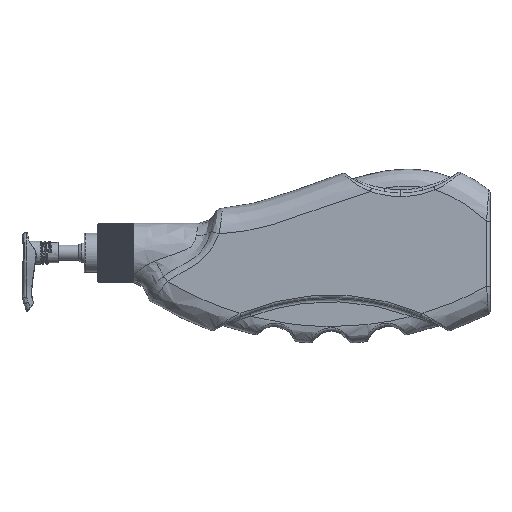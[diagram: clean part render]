
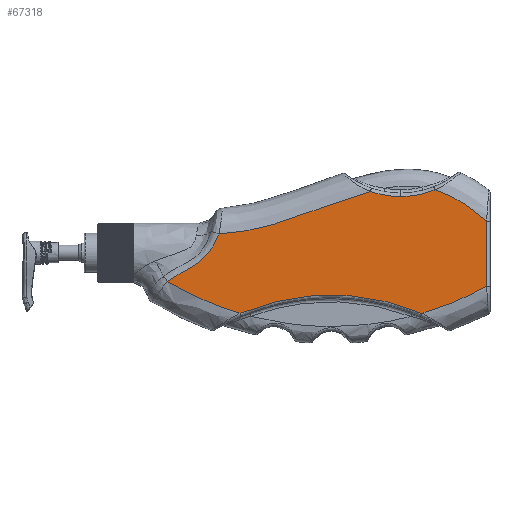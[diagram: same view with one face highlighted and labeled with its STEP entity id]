
A CAD part, left-side view. The second image highlights one B-rep face of the part: STEP entity #67318.
In plain terms, the highlighted free-form (B-spline) face has degree [1, 1] with [2, 2] control points.
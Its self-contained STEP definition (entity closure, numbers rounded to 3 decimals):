
#65448 = VERTEX_POINT('',#65449);
#65449 = CARTESIAN_POINT('',(-80.566,-121.604,
    218.201));
#65455 = EDGE_CURVE('',#65456,#65448,#65458,.T.);
#65456 = VERTEX_POINT('',#65457);
#65457 = CARTESIAN_POINT('',(-80.566,-143.287,
    222.354));
#65458 = ( BOUNDED_CURVE() B_SPLINE_CURVE(2,(#65459,#65460,#65461),
.UNSPECIFIED.,.F.,.F.) B_SPLINE_CURVE_WITH_KNOTS((3,3),(5.905,
6.283),.PIECEWISE_BEZIER_KNOTS.) CURVE() 
GEOMETRIC_REPRESENTATION_ITEM() RATIONAL_B_SPLINE_CURVE((1.,
0.982,1.)) REPRESENTATION_ITEM('') );
#65459 = CARTESIAN_POINT('',(-80.566,-143.287,
    222.354));
#65460 = CARTESIAN_POINT('',(-80.566,-132.843,
    218.201));
#65461 = CARTESIAN_POINT('',(-80.566,-121.604,
    218.201));
#67318 = ADVANCED_FACE('',(#67319),#67426,.F.);
#67319 = FACE_BOUND('',#67320,.T.);
#67320 = EDGE_LOOP('',(#67321,#67344,#67371,#67379,#67387,#67395,#67402,
    #67419,#67420));
#67321 = ORIENTED_EDGE('',*,*,#67322,.T.);
#67322 = EDGE_CURVE('',#67323,#67325,#67327,.T.);
#67323 = VERTEX_POINT('',#67324);
#67324 = CARTESIAN_POINT('',(-80.566,-102.466,
    221.409));
#67325 = VERTEX_POINT('',#67326);
#67326 = CARTESIAN_POINT('',(-80.566,-6.97,
    194.63));
#67327 = B_SPLINE_CURVE_WITH_KNOTS('',3,(#67328,#67329,#67330,#67331,
    #67332,#67333,#67334,#67335,#67336,#67337,#67338,#67339,#67340,
    #67341,#67342,#67343),.UNSPECIFIED.,.F.,.F.,(4,2,2,2,2,2,2,4),(
    0.077,0.089,0.101,0.113,
    0.125,0.149,0.16,0.172),
  .UNSPECIFIED.);
#67328 = CARTESIAN_POINT('',(-80.566,-102.466,
    221.409));
#67329 = CARTESIAN_POINT('',(-80.566,-98.447,
    220.353));
#67330 = CARTESIAN_POINT('',(-80.566,-94.478,
    219.122));
#67331 = CARTESIAN_POINT('',(-80.566,-86.596,
    216.474));
#67332 = CARTESIAN_POINT('',(-80.566,-82.683,
    215.056));
#67333 = CARTESIAN_POINT('',(-80.566,-74.872,
    212.162));
#67334 = CARTESIAN_POINT('',(-80.566,-70.976,
    210.685));
#67335 = CARTESIAN_POINT('',(-80.566,-63.167,
    207.786));
#67336 = CARTESIAN_POINT('',(-80.566,-59.253,
    206.365));
#67337 = CARTESIAN_POINT('',(-80.566,-47.468,
    202.323));
#67338 = CARTESIAN_POINT('',(-80.566,-39.551,
    199.913));
#67339 = CARTESIAN_POINT('',(-80.566,-27.494,
    197.162));
#67340 = CARTESIAN_POINT('',(-80.566,-23.445,
    196.389));
#67341 = CARTESIAN_POINT('',(-80.566,-15.27,
    195.212));
#67342 = CARTESIAN_POINT('',(-80.566,-11.144,
    194.807));
#67343 = CARTESIAN_POINT('',(-80.566,-6.97,
    194.63));
#67344 = ORIENTED_EDGE('',*,*,#67345,.T.);
#67345 = EDGE_CURVE('',#67325,#67346,#67348,.T.);
#67346 = VERTEX_POINT('',#67347);
#67347 = CARTESIAN_POINT('',(-80.566,25.199,
    164.506));
#67348 = B_SPLINE_CURVE_WITH_KNOTS('',3,(#67349,#67350,#67351,#67352,
    #67353,#67354,#67355,#67356,#67357,#67358,#67359,#67360,#67361,
    #67362,#67363,#67364,#67365,#67366,#67367,#67368,#67369,#67370),
  .UNSPECIFIED.,.F.,.F.,(4,2,2,2,2,2,2,2,2,2,4),(0.,
    0.005,0.011,0.012,
    0.013,0.016,0.021,
    0.026,0.032,0.037,
    0.042),.UNSPECIFIED.);
#67349 = CARTESIAN_POINT('',(-80.566,-6.97,
    194.63));
#67350 = CARTESIAN_POINT('',(-80.566,-6.33,
    192.841));
#67351 = CARTESIAN_POINT('',(-80.566,-5.588,
    191.108));
#67352 = CARTESIAN_POINT('',(-80.566,-3.892,
    187.758));
#67353 = CARTESIAN_POINT('',(-80.566,-2.938,
    186.141));
#67354 = CARTESIAN_POINT('',(-80.566,-1.596,
    184.201));
#67355 = CARTESIAN_POINT('',(-80.566,-1.32,
    183.818));
#67356 = CARTESIAN_POINT('',(-80.566,-0.752,
    183.058));
#67357 = CARTESIAN_POINT('',(-80.566,-0.46,
    182.682));
#67358 = CARTESIAN_POINT('',(-80.566,0.436,
    181.575));
#67359 = CARTESIAN_POINT('',(-80.566,1.057,
    180.864));
#67360 = CARTESIAN_POINT('',(-80.566,2.996,
    178.821));
#67361 = CARTESIAN_POINT('',(-80.566,4.388,
    177.576));
#67362 = CARTESIAN_POINT('',(-80.566,7.381,
    175.332));
#67363 = CARTESIAN_POINT('',(-80.566,8.98,
    174.326));
#67364 = CARTESIAN_POINT('',(-80.566,12.274,
    172.444));
#67365 = CARTESIAN_POINT('',(-80.566,13.962,
    171.571));
#67366 = CARTESIAN_POINT('',(-80.566,17.322,
    169.798));
#67367 = CARTESIAN_POINT('',(-80.566,18.992,
    168.895));
#67368 = CARTESIAN_POINT('',(-80.566,22.193,
    166.861));
#67369 = CARTESIAN_POINT('',(-80.566,23.731,
    165.742));
#67370 = CARTESIAN_POINT('',(-80.566,25.199,
    164.506));
#67371 = ORIENTED_EDGE('',*,*,#67372,.T.);
#67372 = EDGE_CURVE('',#67346,#67373,#67375,.T.);
#67373 = VERTEX_POINT('',#67374);
#67374 = CARTESIAN_POINT('',(-80.566,-20.338,
    144.574));
#67375 = ( BOUNDED_CURVE() B_SPLINE_CURVE(2,(#67376,#67377,#67378),
.UNSPECIFIED.,.F.,.F.) B_SPLINE_CURVE_WITH_KNOTS((3,3),(5.747,
5.994),.PIECEWISE_BEZIER_KNOTS.) CURVE() 
GEOMETRIC_REPRESENTATION_ITEM() RATIONAL_B_SPLINE_CURVE((1.,
0.992,1.)) REPRESENTATION_ITEM('') );
#67376 = CARTESIAN_POINT('',(-80.566,25.199,
    164.506));
#67377 = CARTESIAN_POINT('',(-80.566,3.669,
    151.71));
#67378 = CARTESIAN_POINT('',(-80.566,-20.338,
    144.574));
#67379 = ORIENTED_EDGE('',*,*,#67380,.T.);
#67380 = EDGE_CURVE('',#67373,#67381,#67383,.T.);
#67381 = VERTEX_POINT('',#67382);
#67382 = CARTESIAN_POINT('',(-80.566,-135.055,
    144.534));
#67383 = ( BOUNDED_CURVE() B_SPLINE_CURVE(2,(#67384,#67385,#67386),
.UNSPECIFIED.,.F.,.F.) B_SPLINE_CURVE_WITH_KNOTS((3,3),(2.742,
3.542),.PIECEWISE_BEZIER_KNOTS.) CURVE() 
GEOMETRIC_REPRESENTATION_ITEM() RATIONAL_B_SPLINE_CURVE((1.,
0.921,1.)) REPRESENTATION_ITEM('') );
#67384 = CARTESIAN_POINT('',(-80.566,-20.338,
    144.574));
#67385 = CARTESIAN_POINT('',(-80.566,-77.705,
    168.785));
#67386 = CARTESIAN_POINT('',(-80.566,-135.055,
    144.534));
#67387 = ORIENTED_EDGE('',*,*,#67388,.T.);
#67388 = EDGE_CURVE('',#67381,#67389,#67391,.T.);
#67389 = VERTEX_POINT('',#67390);
#67390 = CARTESIAN_POINT('',(-80.566,-175.816,
    161.681));
#67391 = ( BOUNDED_CURVE() B_SPLINE_CURVE(2,(#67392,#67393,#67394),
.UNSPECIFIED.,.F.,.F.) B_SPLINE_CURVE_WITH_KNOTS((3,3),(0.288,
0.508),.PIECEWISE_BEZIER_KNOTS.) CURVE() 
GEOMETRIC_REPRESENTATION_ITEM() RATIONAL_B_SPLINE_CURVE((1.,
0.994,1.)) REPRESENTATION_ITEM('') );
#67392 = CARTESIAN_POINT('',(-80.566,-135.055,
    144.534));
#67393 = CARTESIAN_POINT('',(-80.566,-156.382,
    150.858));
#67394 = CARTESIAN_POINT('',(-80.566,-175.816,
    161.681));
#67395 = ORIENTED_EDGE('',*,*,#67396,.T.);
#67396 = EDGE_CURVE('',#67389,#67397,#67399,.T.);
#67397 = VERTEX_POINT('',#67398);
#67398 = CARTESIAN_POINT('',(-80.566,-175.816,
    202.718));
#67399 = B_SPLINE_CURVE_WITH_KNOTS('',1,(#67400,#67401),.UNSPECIFIED.,
  .F.,.F.,(2,2),(-58.511,-20.197),
  .PIECEWISE_BEZIER_KNOTS.);
#67400 = CARTESIAN_POINT('',(-80.566,-175.816,
    161.681));
#67401 = CARTESIAN_POINT('',(-80.566,-175.816,
    202.718));
#67402 = ORIENTED_EDGE('',*,*,#67403,.T.);
#67403 = EDGE_CURVE('',#67397,#65456,#67404,.T.);
#67404 = B_SPLINE_CURVE_WITH_KNOTS('',3,(#67405,#67406,#67407,#67408,
    #67409,#67410,#67411,#67412,#67413,#67414,#67415,#67416,#67417,
    #67418),.UNSPECIFIED.,.F.,.F.,(4,2,2,2,2,2,4),(0.003,
    0.007,0.009,0.012,
    0.016,0.021,0.038),
  .UNSPECIFIED.);
#67405 = CARTESIAN_POINT('',(-80.566,-175.816,
    202.718));
#67406 = CARTESIAN_POINT('',(-80.566,-174.591,
    203.748));
#67407 = CARTESIAN_POINT('',(-80.566,-173.367,
    204.778));
#67408 = CARTESIAN_POINT('',(-80.566,-171.53,
    206.322));
#67409 = CARTESIAN_POINT('',(-80.566,-170.919,
    206.84));
#67410 = CARTESIAN_POINT('',(-80.566,-169.686,
    207.858));
#67411 = CARTESIAN_POINT('',(-80.566,-169.064,
    208.36));
#67412 = CARTESIAN_POINT('',(-80.566,-167.179,
    209.845));
#67413 = CARTESIAN_POINT('',(-80.566,-165.9,
    210.805));
#67414 = CARTESIAN_POINT('',(-80.566,-163.289,
    212.66));
#67415 = CARTESIAN_POINT('',(-80.566,-161.954,
    213.556));
#67416 = CARTESIAN_POINT('',(-80.566,-155.188,
    217.818));
#67417 = CARTESIAN_POINT('',(-80.566,-149.457,
    220.551));
#67418 = CARTESIAN_POINT('',(-80.566,-143.287,
    222.354));
#67419 = ORIENTED_EDGE('',*,*,#65455,.T.);
#67420 = ORIENTED_EDGE('',*,*,#67421,.T.);
#67421 = EDGE_CURVE('',#65448,#67323,#67422,.T.);
#67422 = ( BOUNDED_CURVE() B_SPLINE_CURVE(2,(#67423,#67424,#67425),
.UNSPECIFIED.,.F.,.F.) B_SPLINE_CURVE_WITH_KNOTS((3,3),(0.,
0.332),.PIECEWISE_BEZIER_KNOTS.) CURVE() 
GEOMETRIC_REPRESENTATION_ITEM() RATIONAL_B_SPLINE_CURVE((1.,
0.986,1.)) REPRESENTATION_ITEM('') );
#67423 = CARTESIAN_POINT('',(-80.566,-121.604,
    218.201));
#67424 = CARTESIAN_POINT('',(-80.566,-111.766,
    218.201));
#67425 = CARTESIAN_POINT('',(-80.566,-102.466,
    221.409));
#67426 = B_SPLINE_SURFACE_WITH_KNOTS('',1,1,(
    (#67427,#67428)
    ,(#67429,#67430
    )),.UNSPECIFIED.,.F.,.F.,.F.,(2,2),(2,2),(1.864,
    74.52),(-92.306,95.369),
  .PIECEWISE_BEZIER_KNOTS.);
#67427 = CARTESIAN_POINT('',(-80.566,-175.816,
    222.354));
#67428 = CARTESIAN_POINT('',(-80.566,25.199,
    222.354));
#67429 = CARTESIAN_POINT('',(-80.566,-175.816,
    144.534));
#67430 = CARTESIAN_POINT('',(-80.566,25.199,
    144.534));
